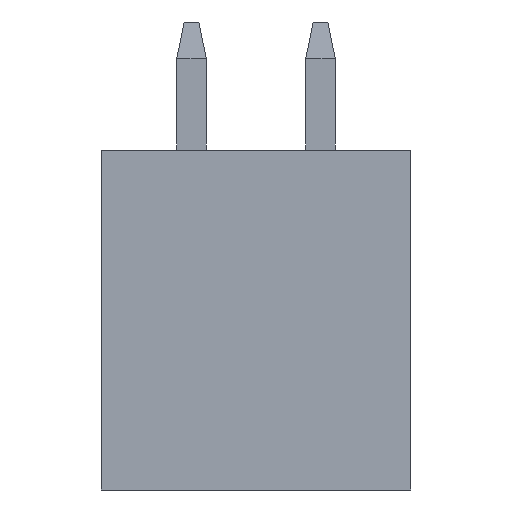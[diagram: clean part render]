
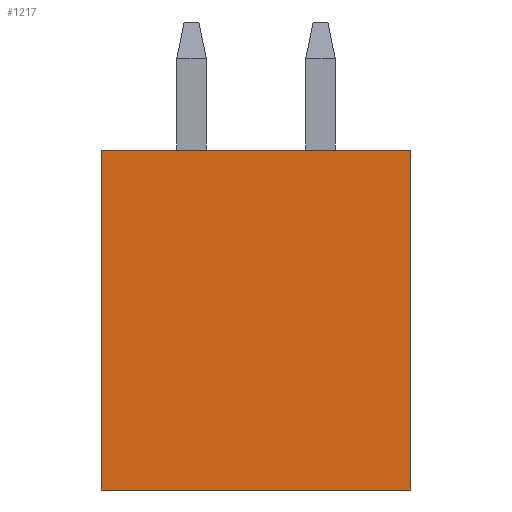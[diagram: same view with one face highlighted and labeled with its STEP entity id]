
A CAD part, front view. The second image highlights one B-rep face of the part: STEP entity #1217.
In plain terms, the highlighted planar face has unit normal (0, -1, 0).
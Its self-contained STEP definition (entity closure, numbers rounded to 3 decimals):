
#1190=AXIS2_PLACEMENT_3D('Plane Axis2P3D',#1187,#1188,#1189) ;
#834=CARTESIAN_POINT('Line Origine',(-65.306,-3.315,6.35)) ;
#838=CARTESIAN_POINT('Vertex',(-69.506,-3.315,6.35)) ;
#840=CARTESIAN_POINT('Vertex',(-61.106,-3.315,6.35)) ;
#1187=CARTESIAN_POINT('Axis2P3D Location',(-67.056,-3.315,6.35)) ;
#1192=CARTESIAN_POINT('Line Origine',(-65.306,-3.315,15.55)) ;
#1196=CARTESIAN_POINT('Vertex',(-61.106,-3.315,15.55)) ;
#1198=CARTESIAN_POINT('Vertex',(-69.506,-3.315,15.55)) ;
#1201=CARTESIAN_POINT('Line Origine',(-69.506,-3.315,10.95)) ;
#1206=CARTESIAN_POINT('Line Origine',(-61.106,-3.315,10.95)) ;
#835=DIRECTION('Vector Direction',(1.,0.,0.)) ;
#1188=DIRECTION('Axis2P3D Direction',(0.,-1.,0.)) ;
#1189=DIRECTION('Axis2P3D XDirection',(1.,0.,0.)) ;
#1193=DIRECTION('Vector Direction',(-1.,0.,0.)) ;
#1202=DIRECTION('Vector Direction',(0.,0.,-1.)) ;
#1207=DIRECTION('Vector Direction',(0.,0.,1.)) ;
#836=VECTOR('Line Direction',#835,1.) ;
#1194=VECTOR('Line Direction',#1193,1.) ;
#1203=VECTOR('Line Direction',#1202,1.) ;
#1208=VECTOR('Line Direction',#1207,1.) ;
#1212=ORIENTED_EDGE('',*,*,#1200,.T.) ;
#1213=ORIENTED_EDGE('',*,*,#1205,.T.) ;
#1214=ORIENTED_EDGE('',*,*,#842,.T.) ;
#1215=ORIENTED_EDGE('',*,*,#1210,.T.) ;
#1217=ADVANCED_FACE('\X2\00C7\X0\\X2\00D0\X0\\X2\00B3\X0\\X2\00FD\X0\-\X2\00C0\X0\\X2\00AD\X0\\X2\00C9\X0\\X2\00EC\X0\4',(#1216),#1191,.T.) ;
#842=EDGE_CURVE('',#839,#841,#837,.T.) ;
#1200=EDGE_CURVE('',#1197,#1199,#1195,.T.) ;
#1205=EDGE_CURVE('',#1199,#839,#1204,.T.) ;
#1210=EDGE_CURVE('',#841,#1197,#1209,.T.) ;
#1211=EDGE_LOOP('',(#1212,#1213,#1214,#1215)) ;
#1216=FACE_OUTER_BOUND('',#1211,.T.) ;
#837=LINE('Line',#834,#836) ;
#1195=LINE('Line',#1192,#1194) ;
#1204=LINE('Line',#1201,#1203) ;
#1209=LINE('Line',#1206,#1208) ;
#1191=PLANE('',#1190) ;
#839=VERTEX_POINT('',#838) ;
#841=VERTEX_POINT('',#840) ;
#1197=VERTEX_POINT('',#1196) ;
#1199=VERTEX_POINT('',#1198) ;
